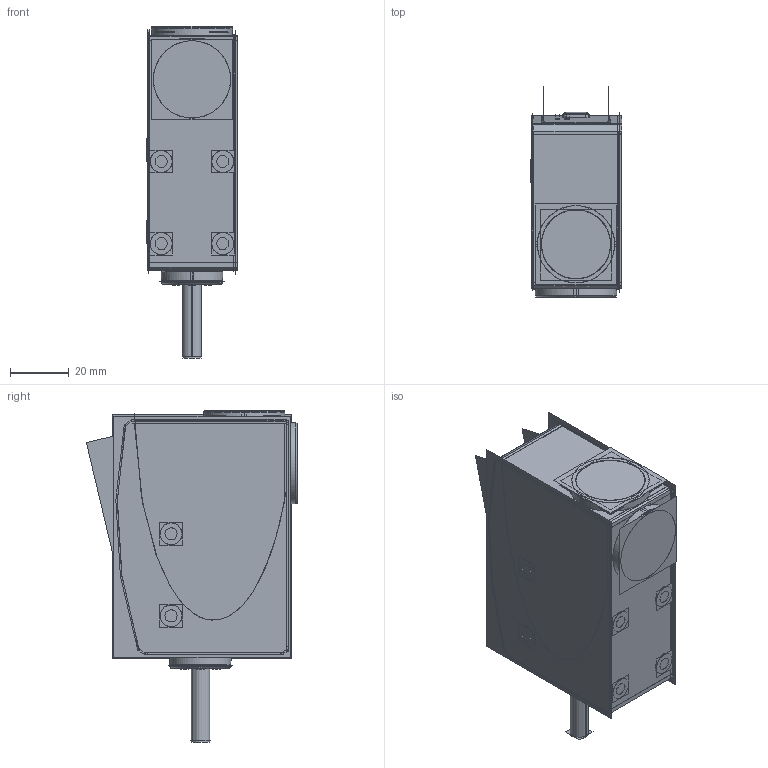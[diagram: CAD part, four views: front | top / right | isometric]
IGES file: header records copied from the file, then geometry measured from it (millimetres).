
Start section:  PTC IGES file: 141683_sm01.igs
Global section: file name: 141683_sm01.igs; native system: Creo Parametric by PTC Inc.; preprocessor: 2022414; author: banengservice; organization: Unknown; date: 20250618.085347; units: millimetre
Bounding box: 31.18 x 72.08 x 113.25 mm (x, y, z)
Volume: 139724.8 mm3; surface area: 113290.9 mm2
Topology: 2 solids, 2 shells, 928 faces, 4608 edges, 5753 vertices
Faces by surface type: bspline 542, revolution 386
